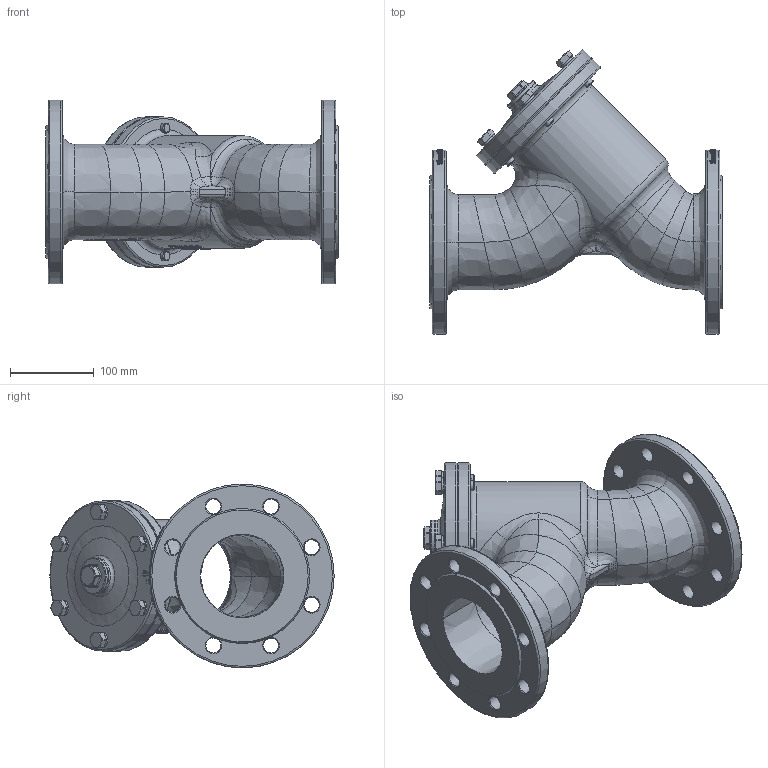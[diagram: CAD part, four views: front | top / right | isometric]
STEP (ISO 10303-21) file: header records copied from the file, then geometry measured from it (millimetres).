
FILE_DESCRIPTION(/* description */ ('240100'),/* implementation_level */ '2;1');
FILE_NAME(/* name */ '240100_bd.stp',/* time_stamp */ '2017-11-13T10:38:48+01:00',/* author */ ('jmorand'),/* organization */ ('Sferaco'),/* preprocessor_version */ 'ST-DEVELOPER v16.5',/* originating_system */ 'Autodesk Inventor 2017',/* authorisation */ '');
FILE_SCHEMA (('CONFIG_CONTROL_DESIGN'));
Products named in the file (1): 240-PN16-DN100_Shrinkwrap_1
Bounding box: 350 x 340.04 x 220 mm (x, y, z)
Volume: 2643366 mm3; surface area: 523026 mm2
Topology: 1 solids, 8 shells, 1578 faces, 4090 edges, 2645 vertices
Faces by surface type: bspline 694, plane 562, cylinder 203, cone 55, torus 50, sphere 14
Full cylindrical faces by diameter (mm): 12 x12, 14 x6, 16 x1, 18 x16, 19 x6, 24 x1, 27.5 x1, 43 x2, 96 x1, 106 x2, 121 x1, 180 x2, 220 x2
Entity records: 72521 total; most frequent: CARTESIAN_POINT 37385, ORIENTED_EDGE 7748, DIRECTION 5205, EDGE_CURVE 3874, VERTEX_POINT 2573, EDGE_LOOP 1887, AXIS2_PLACEMENT_3D 1790, LINE 1625
